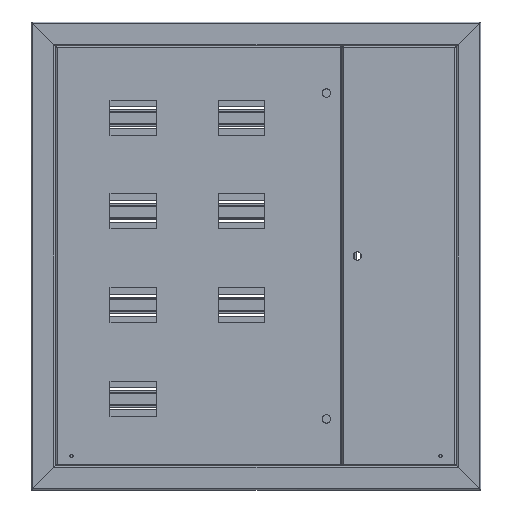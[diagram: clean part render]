
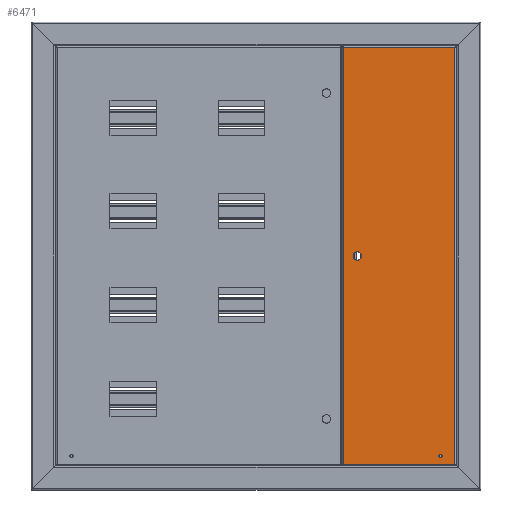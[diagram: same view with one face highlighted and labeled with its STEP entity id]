
A CAD part, front view. The second image highlights one B-rep face of the part: STEP entity #6471.
In plain terms, the highlighted face is planar.
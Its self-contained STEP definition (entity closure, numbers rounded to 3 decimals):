
#6471=ADVANCED_FACE('',(#14728,#14730,#14732),#14734,.T.);
#14728=FACE_BOUND('',#14729,.T.);
#14729=EDGE_LOOP('',(#20033,#20034,#20035,#20036));
#14730=FACE_BOUND('',#14731,.T.);
#14731=EDGE_LOOP('',(#20037,#20038,#20039,#20040));
#14732=FACE_BOUND('',#14733,.T.);
#14733=EDGE_LOOP('',(#20041,#20042));
#14734=PLANE('',#14735);
#14735=AXIS2_PLACEMENT_3D('',#14736,#14737,#14738);
#14736=CARTESIAN_POINT('',(0.,0.,0.));
#14737=DIRECTION('',(0.,0.,1.));
#14738=DIRECTION('',(1.,0.,0.));
#20033=ORIENTED_EDGE('',*,*,#23057,.F.);
#20034=ORIENTED_EDGE('',*,*,#23022,.F.);
#20035=ORIENTED_EDGE('',*,*,#23097,.F.);
#20036=ORIENTED_EDGE('',*,*,#23062,.F.);
#20037=ORIENTED_EDGE('',*,*,#23129,.F.);
#20038=ORIENTED_EDGE('',*,*,#23130,.F.);
#20039=ORIENTED_EDGE('',*,*,#23131,.F.);
#20040=ORIENTED_EDGE('',*,*,#23132,.F.);
#20041=ORIENTED_EDGE('',*,*,#23133,.T.);
#20042=ORIENTED_EDGE('',*,*,#23134,.T.);
#23022=EDGE_CURVE('',#25873,#25874,#25875,.T.);
#23057=EDGE_CURVE('',#25874,#25936,#25937,.T.);
#23062=EDGE_CURVE('',#25936,#25943,#25944,.T.);
#23097=EDGE_CURVE('',#25943,#25873,#26004,.T.);
#23129=EDGE_CURVE('',#26056,#26057,#26058,.T.);
#23130=EDGE_CURVE('',#26059,#26056,#26060,.T.);
#23131=EDGE_CURVE('',#26061,#26059,#26062,.T.);
#23132=EDGE_CURVE('',#26057,#26061,#26063,.T.);
#23133=EDGE_CURVE('',#26064,#26065,#26066,.T.);
#23134=EDGE_CURVE('',#26065,#26064,#26067,.T.);
#25873=VERTEX_POINT('',#32541);
#25874=VERTEX_POINT('',#32542);
#25875=LINE('',#32543,#32544);
#25936=VERTEX_POINT('',#32739);
#25937=LINE('',#32740,#32741);
#25943=VERTEX_POINT('',#32797);
#25944=LINE('',#32798,#32799);
#26004=LINE('',#32993,#32994);
#26056=VERTEX_POINT('',#33155);
#26057=VERTEX_POINT('',#33156);
#26058=CIRCLE('',#33157,9.);
#26059=VERTEX_POINT('',#33161);
#26060=LINE('',#33162,#33163);
#26061=VERTEX_POINT('',#33165);
#26062=CIRCLE('',#33166,9.);
#26063=LINE('',#33170,#33171);
#26064=VERTEX_POINT('',#33173);
#26065=VERTEX_POINT('',#33174);
#26066=CIRCLE('',#33175,3.5);
#26067=CIRCLE('',#33179,3.5);
#32541=CARTESIAN_POINT('',(240.61,-1.9,0.));
#32542=CARTESIAN_POINT('',(240.61,-894.1,0.));
#32543=CARTESIAN_POINT('',(240.61,-1.9,0.));
#32544=VECTOR('',#32545,1.);
#32545=DIRECTION('',(0.,-1.,0.));
#32739=CARTESIAN_POINT('',(1.9,-894.1,0.));
#32740=CARTESIAN_POINT('',(240.61,-894.1,0.));
#32741=VECTOR('',#32742,1.);
#32742=DIRECTION('',(-1.,0.,0.));
#32797=CARTESIAN_POINT('',(1.9,-1.9,0.));
#32798=CARTESIAN_POINT('',(1.9,-894.1,0.));
#32799=VECTOR('',#32800,1.);
#32800=DIRECTION('',(0.,1.,0.));
#32993=CARTESIAN_POINT('',(1.9,-1.9,0.));
#32994=VECTOR('',#32995,1.);
#32995=DIRECTION('',(1.,0.,0.));
#33155=CARTESIAN_POINT('',(218.761,-444.405,0.));
#33156=CARTESIAN_POINT('',(202.259,-444.405,0.));
#33157=AXIS2_PLACEMENT_3D('',#33158,#33159,#33160);
#33158=CARTESIAN_POINT('',(210.51,-448.,0.));
#33159=DIRECTION('',(0.,0.,1.));
#33160=DIRECTION('',(0.917,0.399,0.));
#33161=CARTESIAN_POINT('',(218.761,-451.595,0.));
#33162=CARTESIAN_POINT('',(218.761,-451.595,0.));
#33163=VECTOR('',#33164,1.);
#33164=DIRECTION('',(0.,1.,0.));
#33165=CARTESIAN_POINT('',(202.259,-451.595,0.));
#33166=AXIS2_PLACEMENT_3D('',#33167,#33168,#33169);
#33167=CARTESIAN_POINT('',(210.51,-448.,0.));
#33168=DIRECTION('',(0.,0.,1.));
#33169=DIRECTION('',(-0.917,-0.399,0.));
#33170=CARTESIAN_POINT('',(202.259,-444.405,0.));
#33171=VECTOR('',#33172,1.);
#33172=DIRECTION('',(0.,-1.,0.));
#33173=CARTESIAN_POINT('',(29.15,-21.,0.));
#33174=CARTESIAN_POINT('',(36.15,-21.,0.));
#33175=AXIS2_PLACEMENT_3D('',#33176,#33177,#33178);
#33176=CARTESIAN_POINT('',(32.65,-21.,0.));
#33177=DIRECTION('',(0.,0.,-1.));
#33178=DIRECTION('',(-1.,0.,0.));
#33179=AXIS2_PLACEMENT_3D('',#33180,#33181,#33182);
#33180=CARTESIAN_POINT('',(32.65,-21.,0.));
#33181=DIRECTION('',(0.,0.,-1.));
#33182=DIRECTION('',(1.,0.,0.));
